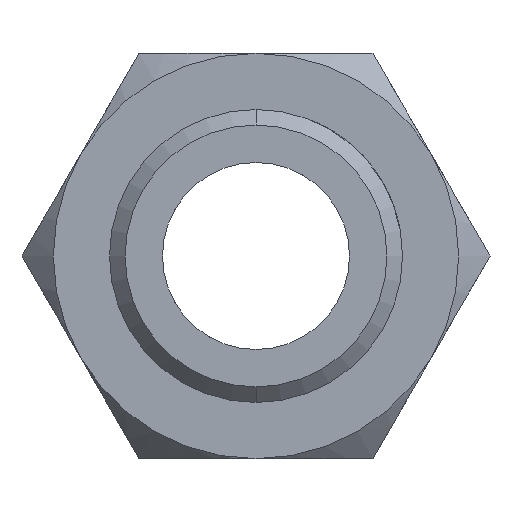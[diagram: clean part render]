
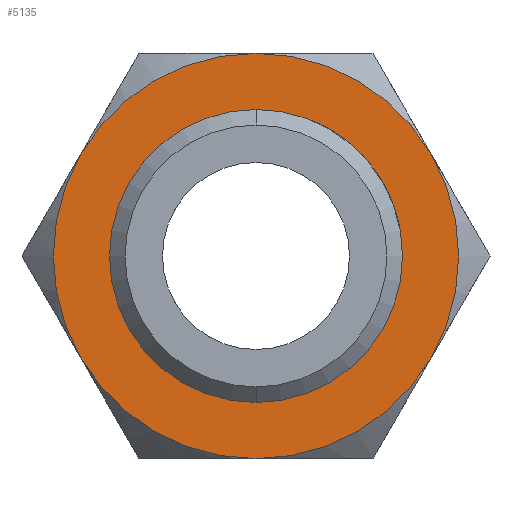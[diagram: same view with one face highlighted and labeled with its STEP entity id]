
A CAD part, left-side view. The second image highlights one B-rep face of the part: STEP entity #5135.
In plain terms, the highlighted planar face has unit normal (-1, 0, 0).
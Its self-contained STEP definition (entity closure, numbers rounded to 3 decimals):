
#104 = AXIS2_PLACEMENT_3D ( 'NONE', #2286, #1034, #980 ) ;
#282 = CIRCLE ( 'NONE', #104, 6.5 ) ;
#374 = DIRECTION ( 'NONE',  ( 1., 0., 0. ) ) ;
#462 = AXIS2_PLACEMENT_3D ( 'NONE', #515, #1277, #4165 ) ;
#472 = CIRCLE ( 'NONE', #4380, 6.5 ) ;
#515 = CARTESIAN_POINT ( 'NONE',  ( 20., 0., 0. ) ) ;
#637 = AXIS2_PLACEMENT_3D ( 'NONE', #4674, #1732, #5076 ) ;
#646 = VERTEX_POINT ( 'NONE', #1115 ) ;
#720 = EDGE_CURVE ( 'NONE', #3573, #1749, #722, .T. ) ;
#722 = CIRCLE ( 'NONE', #462, 4.7 ) ;
#736 = CIRCLE ( 'NONE', #2902, 4.7 ) ;
#776 = EDGE_LOOP ( 'NONE', ( #3632, #1144, #3890, #1045, #3284, #2610 ) ) ;
#831 = DIRECTION ( 'NONE',  ( -1., 0., 0. ) ) ;
#855 = VERTEX_POINT ( 'NONE', #1032 ) ;
#906 = ORIENTED_EDGE ( 'NONE', *, *, #4245, .F. ) ;
#980 = DIRECTION ( 'NONE',  ( 0., 0., -1. ) ) ;
#1031 = EDGE_CURVE ( 'NONE', #4742, #2825, #2470, .T. ) ;
#1032 = CARTESIAN_POINT ( 'NONE',  ( 20., 5.629, -3.25 ) ) ;
#1034 = DIRECTION ( 'NONE',  ( 1., 0., 0. ) ) ;
#1045 = ORIENTED_EDGE ( 'NONE', *, *, #1501, .F. ) ;
#1066 = CIRCLE ( 'NONE', #1761, 6.5 ) ;
#1115 = CARTESIAN_POINT ( 'NONE',  ( 20., -5.629, 3.25 ) ) ;
#1144 = ORIENTED_EDGE ( 'NONE', *, *, #2688, .F. ) ;
#1191 = DIRECTION ( 'NONE',  ( 0., 0., -1. ) ) ;
#1208 = CARTESIAN_POINT ( 'NONE',  ( 20., 0., 0. ) ) ;
#1277 = DIRECTION ( 'NONE',  ( -1., 0., 0. ) ) ;
#1459 = CARTESIAN_POINT ( 'NONE',  ( 20., 0., 0. ) ) ;
#1501 = EDGE_CURVE ( 'NONE', #4742, #646, #2814, .T. ) ;
#1732 = DIRECTION ( 'NONE',  ( 1., 0., 0. ) ) ;
#1749 = VERTEX_POINT ( 'NONE', #4833 ) ;
#1761 = AXIS2_PLACEMENT_3D ( 'NONE', #1208, #4066, #4500 ) ;
#1763 = AXIS2_PLACEMENT_3D ( 'NONE', #4749, #3824, #1832 ) ;
#1807 = CARTESIAN_POINT ( 'NONE',  ( 20., 0., -6.5 ) ) ;
#1832 = DIRECTION ( 'NONE',  ( 0., 0., 1. ) ) ;
#1842 = CARTESIAN_POINT ( 'NONE',  ( 20., 5.629, 3.25 ) ) ;
#2024 = DIRECTION ( 'NONE',  ( 0., 0., 1. ) ) ;
#2068 = CARTESIAN_POINT ( 'NONE',  ( 20., -5.629, -3.25 ) ) ;
#2083 = ORIENTED_EDGE ( 'NONE', *, *, #720, .F. ) ;
#2206 = CARTESIAN_POINT ( 'NONE',  ( 20., 0., 6.5 ) ) ;
#2286 = CARTESIAN_POINT ( 'NONE',  ( 20., 0., 0. ) ) ;
#2327 = DIRECTION ( 'NONE',  ( 0., 0., -1. ) ) ;
#2470 = CIRCLE ( 'NONE', #1763, 6.5 ) ;
#2610 = ORIENTED_EDGE ( 'NONE', *, *, #2707, .F. ) ;
#2688 = EDGE_CURVE ( 'NONE', #5032, #3040, #472, .T. ) ;
#2707 = EDGE_CURVE ( 'NONE', #855, #2825, #4295, .T. ) ;
#2814 = CIRCLE ( 'NONE', #637, 6.5 ) ;
#2825 = VERTEX_POINT ( 'NONE', #1842 ) ;
#2881 = CARTESIAN_POINT ( 'NONE',  ( 20., 0., 0. ) ) ;
#2902 = AXIS2_PLACEMENT_3D ( 'NONE', #3223, #831, #2024 ) ;
#3040 = VERTEX_POINT ( 'NONE', #1807 ) ;
#3144 = PLANE ( 'NONE',  #4627 ) ;
#3170 = AXIS2_PLACEMENT_3D ( 'NONE', #2881, #4533, #1191 ) ;
#3223 = CARTESIAN_POINT ( 'NONE',  ( 20., 0., 0. ) ) ;
#3234 = CARTESIAN_POINT ( 'NONE',  ( 20., 0., 0. ) ) ;
#3284 = ORIENTED_EDGE ( 'NONE', *, *, #1031, .T. ) ;
#3525 = DIRECTION ( 'NONE',  ( 1., 0., 0. ) ) ;
#3573 = VERTEX_POINT ( 'NONE', #3603 ) ;
#3603 = CARTESIAN_POINT ( 'NONE',  ( 20., 0., -4.7 ) ) ;
#3630 = FACE_OUTER_BOUND ( 'NONE', #776, .T. ) ;
#3632 = ORIENTED_EDGE ( 'NONE', *, *, #5302, .F. ) ;
#3667 = DIRECTION ( 'NONE',  ( 0., 0., -1. ) ) ;
#3824 = DIRECTION ( 'NONE',  ( -1., 0., 0. ) ) ;
#3890 = ORIENTED_EDGE ( 'NONE', *, *, #4872, .F. ) ;
#4066 = DIRECTION ( 'NONE',  ( 1., 0., 0. ) ) ;
#4165 = DIRECTION ( 'NONE',  ( 0., 0., 1. ) ) ;
#4245 = EDGE_CURVE ( 'NONE', #1749, #3573, #736, .T. ) ;
#4295 = CIRCLE ( 'NONE', #3170, 6.5 ) ;
#4380 = AXIS2_PLACEMENT_3D ( 'NONE', #3234, #374, #3667 ) ;
#4443 = FACE_BOUND ( 'NONE', #4913, .T. ) ;
#4500 = DIRECTION ( 'NONE',  ( 0., 0., -1. ) ) ;
#4533 = DIRECTION ( 'NONE',  ( 1., 0., 0. ) ) ;
#4627 = AXIS2_PLACEMENT_3D ( 'NONE', #1459, #3525, #2327 ) ;
#4674 = CARTESIAN_POINT ( 'NONE',  ( 20., 0., 0. ) ) ;
#4742 = VERTEX_POINT ( 'NONE', #2206 ) ;
#4749 = CARTESIAN_POINT ( 'NONE',  ( 20., 0., 0. ) ) ;
#4833 = CARTESIAN_POINT ( 'NONE',  ( 20., 0., 4.7 ) ) ;
#4872 = EDGE_CURVE ( 'NONE', #646, #5032, #282, .T. ) ;
#4913 = EDGE_LOOP ( 'NONE', ( #906, #2083 ) ) ;
#5032 = VERTEX_POINT ( 'NONE', #2068 ) ;
#5076 = DIRECTION ( 'NONE',  ( 0., 0., -1. ) ) ;
#5135 = ADVANCED_FACE ( 'NONE', ( #4443, #3630 ), #3144, .F. ) ;
#5302 = EDGE_CURVE ( 'NONE', #3040, #855, #1066, .T. ) ;
